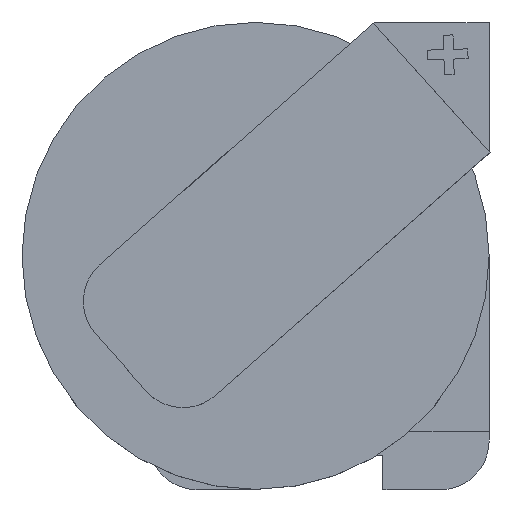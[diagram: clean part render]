
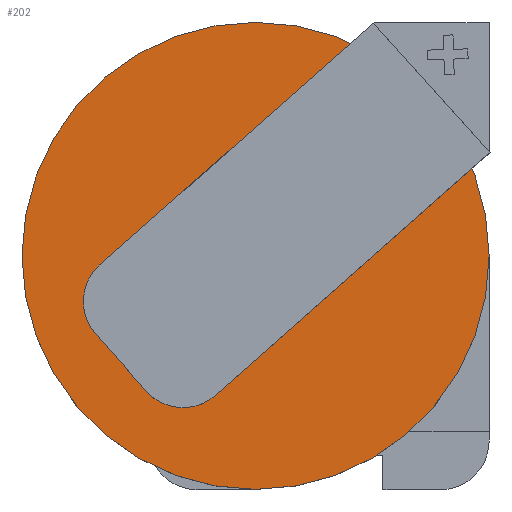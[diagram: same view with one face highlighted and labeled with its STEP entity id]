
A CAD part, top view. The second image highlights one B-rep face of the part: STEP entity #202.
In plain terms, the highlighted planar face has unit normal (0, 0, 1).
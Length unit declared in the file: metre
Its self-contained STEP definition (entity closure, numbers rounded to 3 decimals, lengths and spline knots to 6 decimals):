
#202=ADVANCED_FACE('0:2720',(#323),#324,.T.);
#323=FACE_OUTER_BOUND('',#444,.T.);
#324=PLANE('',#445);
#444=EDGE_LOOP('',(#907,#908));
#445=AXIS2_PLACEMENT_3D('',#909,#910,#911);
#907=ORIENTED_EDGE('',*,*,#1061,.F.);
#908=ORIENTED_EDGE('',*,*,#1051,.F.);
#909=CARTESIAN_POINT('',(0.0,0.0,0.0015));
#910=DIRECTION('',(0.0,0.0,1.0));
#911=DIRECTION('',(1.0,0.0,0.0));
#1051=EDGE_CURVE('0:2729',#1290,#1286,#1292,.T.);
#1061=EDGE_CURVE('0:2729',#1286,#1290,#1306,.T.);
#1286=VERTEX_POINT('',#1639);
#1290=VERTEX_POINT('',#1644);
#1292=CIRCLE('',#1647,0.0024);
#1306=CIRCLE('',#1663,0.0024);
#1639=CARTESIAN_POINT('',(0.0024,0.0,0.0015));
#1644=CARTESIAN_POINT('',(-0.0024,0.,0.0015));
#1647=AXIS2_PLACEMENT_3D('',#1836,#1837,#1838);
#1663=AXIS2_PLACEMENT_3D('',#1862,#1863,#1864);
#1836=CARTESIAN_POINT('',(0.0,0.0,0.0015));
#1837=DIRECTION('',(0.0,0.0,-1.0));
#1838=DIRECTION('',(1.0,0.0,0.0));
#1862=CARTESIAN_POINT('',(0.0,0.0,0.0015));
#1863=DIRECTION('',(0.0,0.0,-1.0));
#1864=DIRECTION('',(1.0,0.0,0.0));
